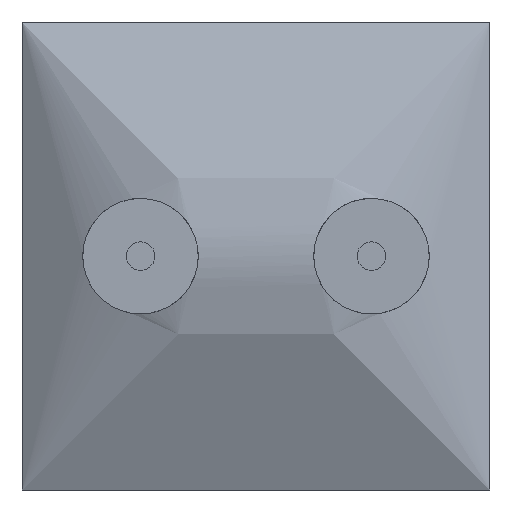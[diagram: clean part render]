
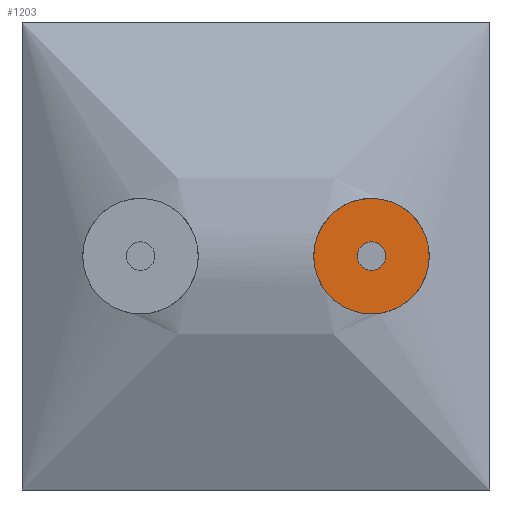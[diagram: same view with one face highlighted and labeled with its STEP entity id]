
A CAD part, front view. The second image highlights one B-rep face of the part: STEP entity #1203.
In plain terms, the highlighted planar face has unit normal (0, -1, 0).
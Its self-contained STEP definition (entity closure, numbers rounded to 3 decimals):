
#25 = EDGE_LOOP ( 'NONE', ( #1656, #134 ) ) ;
#33 = CARTESIAN_POINT ( 'NONE',  ( 6.05, -192., 3.05 ) ) ;
#98 = CIRCLE ( 'NONE', #1680, 0.25 ) ;
#134 = ORIENTED_EDGE ( 'NONE', *, *, #1358, .F. ) ;
#223 = CIRCLE ( 'NONE', #689, 0.25 ) ;
#294 = AXIS2_PLACEMENT_3D ( 'NONE', #1427, #1589, #1240 ) ;
#316 = DIRECTION ( 'NONE',  ( 0., 0., 1. ) ) ;
#504 = CARTESIAN_POINT ( 'NONE',  ( 6.05, -192., 4.05 ) ) ;
#522 = DIRECTION ( 'NONE',  ( 0., 1., 0. ) ) ;
#528 = ORIENTED_EDGE ( 'NONE', *, *, #1434, .F. ) ;
#669 = VERTEX_POINT ( 'NONE', #1419 ) ;
#689 = AXIS2_PLACEMENT_3D ( 'NONE', #798, #1437, #2195 ) ;
#746 = DIRECTION ( 'NONE',  ( 0., 0., 1. ) ) ;
#798 = CARTESIAN_POINT ( 'NONE',  ( 6.05, -192., 4.05 ) ) ;
#836 = AXIS2_PLACEMENT_3D ( 'NONE', #504, #2111, #316 ) ;
#837 = PLANE ( 'NONE',  #294 ) ;
#944 = EDGE_CURVE ( 'NONE', #669, #2169, #2333, .T. ) ;
#1102 = CARTESIAN_POINT ( 'NONE',  ( 6.05, -192., 4.05 ) ) ;
#1186 = CARTESIAN_POINT ( 'NONE',  ( 6.05, -192., 3.8 ) ) ;
#1203 = ADVANCED_FACE ( 'NONE', ( #1830, #1294 ), #837, .F. ) ;
#1240 = DIRECTION ( 'NONE',  ( 0., 0., 1. ) ) ;
#1294 = FACE_BOUND ( 'NONE', #1668, .T. ) ;
#1358 = EDGE_CURVE ( 'NONE', #2169, #669, #1646, .T. ) ;
#1419 = CARTESIAN_POINT ( 'NONE',  ( 6.05, -192., 5.05 ) ) ;
#1427 = CARTESIAN_POINT ( 'NONE',  ( 6.05, -192., 4.05 ) ) ;
#1434 = EDGE_CURVE ( 'NONE', #2475, #1590, #223, .T. ) ;
#1437 = DIRECTION ( 'NONE',  ( 0., -1., 0. ) ) ;
#1448 = CARTESIAN_POINT ( 'NONE',  ( 6.05, -192., 4.3 ) ) ;
#1589 = DIRECTION ( 'NONE',  ( 0., 1., 0. ) ) ;
#1590 = VERTEX_POINT ( 'NONE', #1448 ) ;
#1646 = CIRCLE ( 'NONE', #1984, 1. ) ;
#1656 = ORIENTED_EDGE ( 'NONE', *, *, #944, .F. ) ;
#1668 = EDGE_LOOP ( 'NONE', ( #2546, #528 ) ) ;
#1680 = AXIS2_PLACEMENT_3D ( 'NONE', #1754, #2145, #746 ) ;
#1754 = CARTESIAN_POINT ( 'NONE',  ( 6.05, -192., 4.05 ) ) ;
#1830 = FACE_OUTER_BOUND ( 'NONE', #25, .T. ) ;
#1915 = DIRECTION ( 'NONE',  ( 0., 0., 1. ) ) ;
#1984 = AXIS2_PLACEMENT_3D ( 'NONE', #1102, #522, #1915 ) ;
#2111 = DIRECTION ( 'NONE',  ( 0., 1., 0. ) ) ;
#2145 = DIRECTION ( 'NONE',  ( 0., -1., 0. ) ) ;
#2169 = VERTEX_POINT ( 'NONE', #33 ) ;
#2195 = DIRECTION ( 'NONE',  ( 0., 0., 1. ) ) ;
#2333 = CIRCLE ( 'NONE', #836, 1. ) ;
#2372 = EDGE_CURVE ( 'NONE', #1590, #2475, #98, .T. ) ;
#2475 = VERTEX_POINT ( 'NONE', #1186 ) ;
#2546 = ORIENTED_EDGE ( 'NONE', *, *, #2372, .F. ) ;
